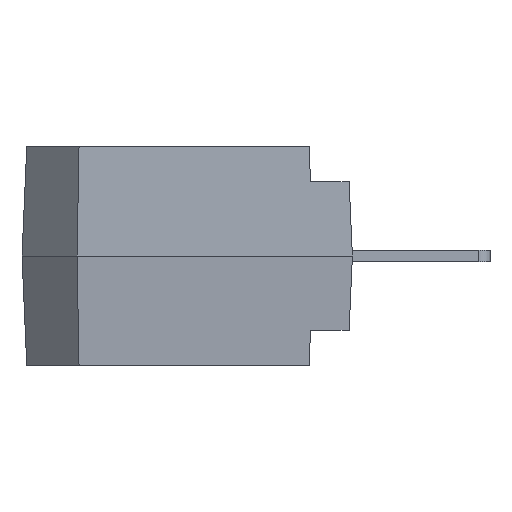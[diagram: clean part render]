
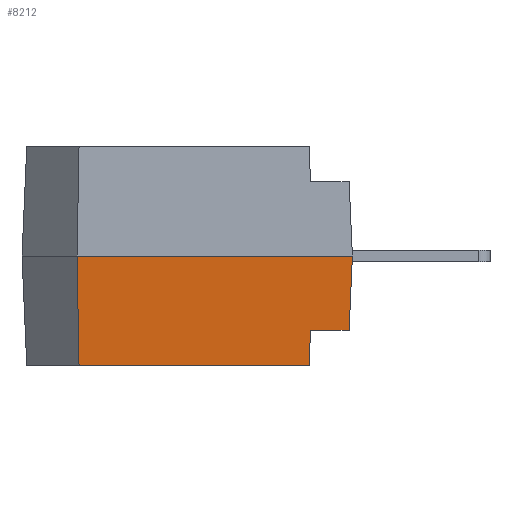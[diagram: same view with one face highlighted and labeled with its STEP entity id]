
A CAD part, left-side view. The second image highlights one B-rep face of the part: STEP entity #8212.
In plain terms, the highlighted planar face has unit normal (-0.999, 0, -0.044).
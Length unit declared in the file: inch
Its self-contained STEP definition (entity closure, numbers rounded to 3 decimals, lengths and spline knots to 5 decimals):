
#7913=CARTESIAN_POINT('',(-0.42105,-0.06745,-0.0625));
#7914=VERTEX_POINT('',#7913);
#7921=CARTESIAN_POINT('',(-0.41968,-0.06608,-0.094));
#7922=VERTEX_POINT('',#7921);
#7923=CARTESIAN_POINT('',(-0.42105,-0.06745,-0.0625));
#7924=DIRECTION('',(0.044,0.044,-0.998));
#7925=VECTOR('',#7924,0.03156);
#7926=LINE('',#7923,#7925);
#7927=EDGE_CURVE('',#7922,#7914,#7926,.F.);
#8166=CARTESIAN_POINT('',(-0.42832,0.0621,0.10391));
#8167=DIRECTION('',(-0.999,0.0,-0.044));
#8168=DIRECTION('',(0.0,-1.0,0.0));
#8169=AXIS2_PLACEMENT_3D('',#8166,#8167,#8168);
#8170=PLANE('',#8169);
#8171=CARTESIAN_POINT('',(-0.424,-0.1054,0.005));
#8172=VERTEX_POINT('',#8171);
#8173=CARTESIAN_POINT('',(-0.424,0.1446,0.005));
#8174=VERTEX_POINT('',#8173);
#8175=CARTESIAN_POINT('',(-0.424,-0.1054,0.005));
#8176=DIRECTION('',(0.0,1.0,0.0));
#8177=VECTOR('',#8176,0.25);
#8178=LINE('',#8175,#8177);
#8179=EDGE_CURVE('',#8172,#8174,#8178,.T.);
#8180=ORIENTED_EDGE('',*,*,#8179,.T.);
#8181=CARTESIAN_POINT('',(-0.41968,0.14281,-0.094));
#8182=VERTEX_POINT('',#8181);
#8183=CARTESIAN_POINT('',(-0.41968,0.14281,-0.094));
#8184=DIRECTION('',(-0.044,0.018,0.999));
#8185=VECTOR('',#8184,0.09911);
#8186=LINE('',#8183,#8185);
#8187=EDGE_CURVE('',#8182,#8174,#8186,.T.);
#8188=ORIENTED_EDGE('',*,*,#8187,.F.);
#8189=CARTESIAN_POINT('',(-0.41968,0.14281,-0.094));
#8190=DIRECTION('',(0.0,-1.0,0.0));
#8191=VECTOR('',#8190,0.20889);
#8192=LINE('',#8189,#8191);
#8193=EDGE_CURVE('',#8182,#7922,#8192,.T.);
#8194=ORIENTED_EDGE('',*,*,#8193,.T.);
#8195=ORIENTED_EDGE('',*,*,#7927,.T.);
#8196=CARTESIAN_POINT('',(-0.42105,-0.10245,-0.0625));
#8197=VERTEX_POINT('',#8196);
#8198=CARTESIAN_POINT('',(-0.42105,-0.10245,-0.0625));
#8199=DIRECTION('',(0.0,1.0,0.0));
#8200=VECTOR('',#8199,0.035);
#8201=LINE('',#8198,#8200);
#8202=EDGE_CURVE('',#7914,#8197,#8201,.F.);
#8203=ORIENTED_EDGE('',*,*,#8202,.T.);
#8204=CARTESIAN_POINT('',(-0.42105,-0.10245,-0.0625));
#8205=DIRECTION('',(-0.044,-0.044,0.998));
#8206=VECTOR('',#8205,0.06763);
#8207=LINE('',#8204,#8206);
#8208=EDGE_CURVE('',#8197,#8172,#8207,.T.);
#8209=ORIENTED_EDGE('',*,*,#8208,.T.);
#8210=EDGE_LOOP('',(#8180,#8188,#8194,#8195,#8203,#8209));
#8211=FACE_OUTER_BOUND('',#8210,.T.);
#8212=ADVANCED_FACE('',(#8211),#8170,.T.);
